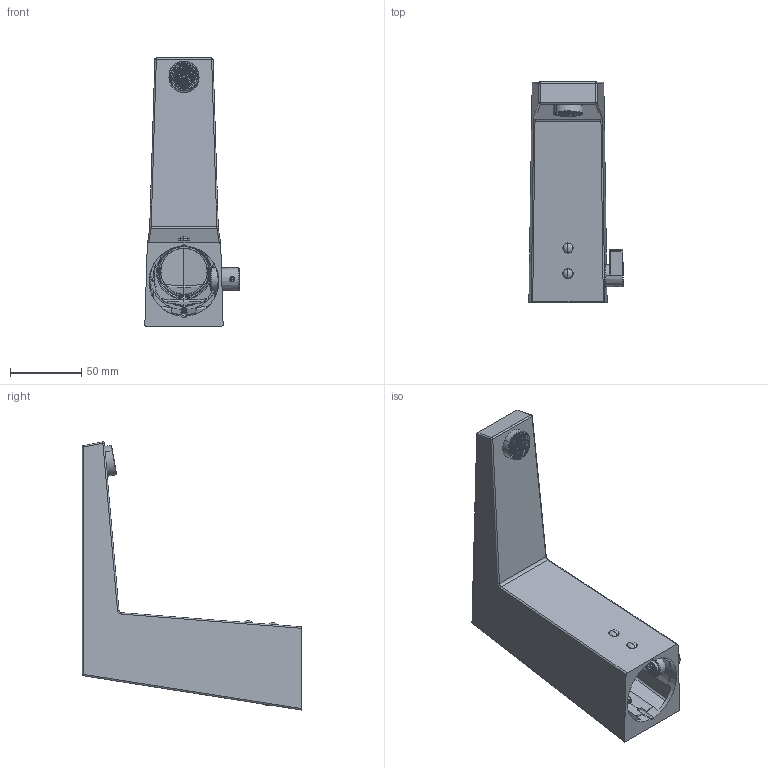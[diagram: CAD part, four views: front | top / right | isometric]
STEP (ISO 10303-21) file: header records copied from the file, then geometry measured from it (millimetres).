
FILE_DESCRIPTION (( 'STEP AP203' ), '1' );
FILE_NAME ('57482209+57492219.STEP', '2021-10-12T12:22:52', ( '' ), ( '' ), 'SwSTEP 2.0', 'SolidWorks 2016', '' );
FILE_SCHEMA (( 'CONFIG_CONTROL_DESIGN' ));
Products named in the file (1): 57482209+57492219
Bounding box: 66.16 x 154.2 x 188.17 mm (x, y, z)
Surface area: 98845.3 mm2 (no closed solid volume)
Topology: 0 solids, 10 shells, 2129 faces, 5388 edges, 3284 vertices
Faces by surface type: plane 1123, cylinder 606, bspline 254, cone 88, sphere 48, torus 10
Entity records: 86191 total; most frequent: CARTESIAN_POINT 39442, ORIENTED_EDGE 10670, DIRECTION 8142, EDGE_CURVE 5338, VERTEX_POINT 3265, VECTOR 3024, LINE 3024, AXIS2_PLACEMENT_3D 2559
